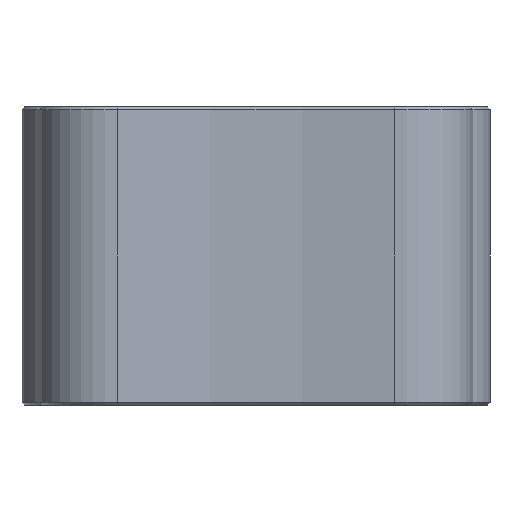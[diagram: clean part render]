
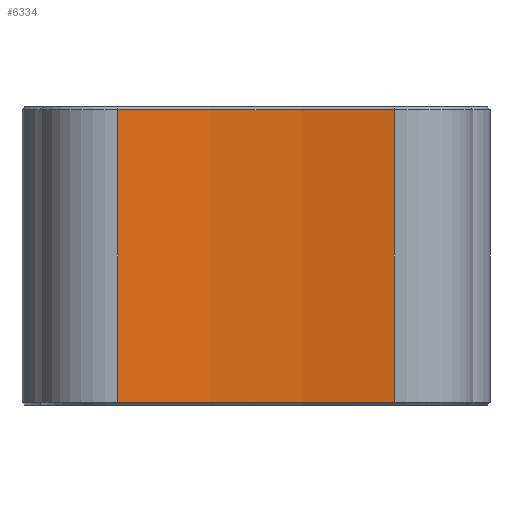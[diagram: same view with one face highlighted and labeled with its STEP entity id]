
A CAD part, front view. The second image highlights one B-rep face of the part: STEP entity #6334.
In plain terms, the highlighted cylindrical face has radius 107.8 mm (diameter 215.6 mm), a partial arc.
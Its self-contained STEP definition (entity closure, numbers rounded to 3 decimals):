
#698=FACE_OUTER_BOUND('',#1075,.T.);
#1075=EDGE_LOOP('',(#5888,#5889,#5890,#5891));
#1832=LINE('',#14619,#2242);
#1833=LINE('',#14621,#2243);
#2242=VECTOR('',#7896,10.);
#2243=VECTOR('',#7899,10.);
#2435=CIRCLE('',#6715,107.8);
#2440=CIRCLE('',#6726,107.8);
#3059=VERTEX_POINT('',#14000);
#3060=VERTEX_POINT('',#14009);
#3067=VERTEX_POINT('',#14289);
#3068=VERTEX_POINT('',#14404);
#3986=EDGE_CURVE('',#3060,#3059,#2435,.T.);
#4006=EDGE_CURVE('',#3068,#3067,#2440,.T.);
#4015=EDGE_CURVE('',#3067,#3060,#1832,.F.);
#4016=EDGE_CURVE('',#3068,#3059,#1833,.F.);
#5888=ORIENTED_EDGE('',*,*,#3986,.F.);
#5889=ORIENTED_EDGE('',*,*,#4015,.F.);
#5890=ORIENTED_EDGE('',*,*,#4006,.F.);
#5891=ORIENTED_EDGE('',*,*,#4016,.T.);
#5986=CYLINDRICAL_SURFACE('',#6735,107.8);
#6334=ADVANCED_FACE('',(#698),#5986,.F.);
#6715=AXIS2_PLACEMENT_3D('',#14010,#7852,#7853);
#6726=AXIS2_PLACEMENT_3D('',#14409,#7877,#7878);
#6735=AXIS2_PLACEMENT_3D('',#14620,#7897,#7898);
#7852=DIRECTION('center_axis',(0.,0.,-1.));
#7853=DIRECTION('ref_axis',(0.171,0.985,0.));
#7877=DIRECTION('center_axis',(0.,0.,1.));
#7878=DIRECTION('ref_axis',(0.171,0.985,0.));
#7896=DIRECTION('',(0.,0.,-1.));
#7897=DIRECTION('center_axis',(0.,0.,1.));
#7898=DIRECTION('ref_axis',(0.171,0.985,0.));
#7899=DIRECTION('',(0.,0.,-1.));
#14000=CARTESIAN_POINT('',(18.581,-4.813,39.6));
#14009=CARTESIAN_POINT('',(-18.581,-4.813,39.6));
#14010=CARTESIAN_POINT('Origin',(0.,-111.,39.6));
#14289=CARTESIAN_POINT('',(-18.581,-4.813,0.4));
#14404=CARTESIAN_POINT('',(18.581,-4.813,0.4));
#14409=CARTESIAN_POINT('Origin',(0.,-111.,0.4));
#14619=CARTESIAN_POINT('',(-18.581,-4.813,0.));
#14620=CARTESIAN_POINT('Origin',(0.,-111.,0.));
#14621=CARTESIAN_POINT('',(18.581,-4.813,0.));
